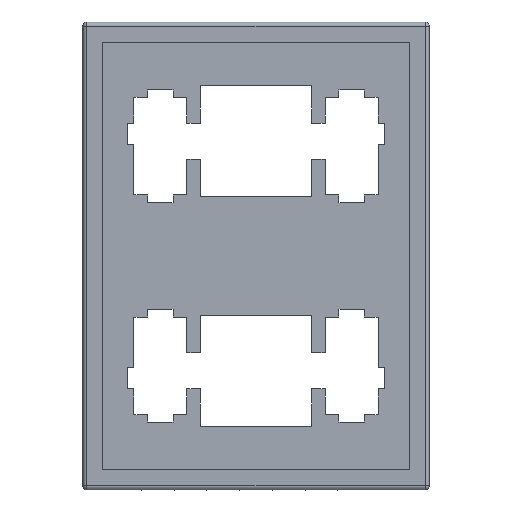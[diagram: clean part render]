
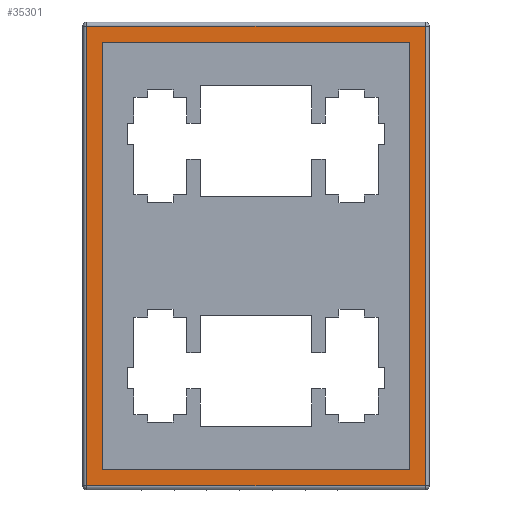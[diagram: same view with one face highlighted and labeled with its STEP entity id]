
A CAD part, front view. The second image highlights one B-rep face of the part: STEP entity #35301.
In plain terms, the highlighted planar face has unit normal (0, -1, 0).
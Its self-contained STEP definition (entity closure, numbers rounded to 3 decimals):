
#19=FACE_BOUND('',#14136,.T.);
#795=PLANE('',#37057);
#2447=LINE('',#47476,#7395);
#2451=LINE('',#47503,#7399);
#2453=LINE('',#47506,#7401);
#2469=LINE('',#47551,#7417);
#2470=LINE('',#47555,#7418);
#2471=LINE('',#47557,#7419);
#2472=LINE('',#47559,#7420);
#2473=LINE('',#47560,#7421);
#7395=VECTOR('',#38866,10.);
#7399=VECTOR('',#38898,10.);
#7401=VECTOR('',#38902,10.);
#7417=VECTOR('',#38958,10.);
#7418=VECTOR('',#38961,10.);
#7419=VECTOR('',#38962,10.);
#7420=VECTOR('',#38963,10.);
#7421=VECTOR('',#38964,10.);
#12417=FACE_OUTER_BOUND('',#14135,.T.);
#14135=EDGE_LOOP('',(#25221,#25222,#25223,#25224));
#14136=EDGE_LOOP('',(#25225,#25226,#25227,#25228));
#16723=VERTEX_POINT('',#47461);
#16728=VERTEX_POINT('',#47471);
#16731=VERTEX_POINT('',#47481);
#16737=VERTEX_POINT('',#47498);
#16747=VERTEX_POINT('',#47553);
#16748=VERTEX_POINT('',#47554);
#16749=VERTEX_POINT('',#47556);
#16750=VERTEX_POINT('',#47558);
#20094=EDGE_CURVE('',#16723,#16728,#2447,.T.);
#20107=EDGE_CURVE('',#16728,#16737,#2451,.T.);
#20109=EDGE_CURVE('',#16737,#16731,#2453,.T.);
#20134=EDGE_CURVE('',#16731,#16723,#2469,.T.);
#20135=EDGE_CURVE('',#16747,#16748,#2470,.T.);
#20136=EDGE_CURVE('',#16749,#16747,#2471,.T.);
#20137=EDGE_CURVE('',#16750,#16749,#2472,.T.);
#20138=EDGE_CURVE('',#16748,#16750,#2473,.T.);
#25221=ORIENTED_EDGE('',*,*,#20094,.F.);
#25222=ORIENTED_EDGE('',*,*,#20134,.F.);
#25223=ORIENTED_EDGE('',*,*,#20109,.F.);
#25224=ORIENTED_EDGE('',*,*,#20107,.F.);
#25225=ORIENTED_EDGE('',*,*,#20135,.F.);
#25226=ORIENTED_EDGE('',*,*,#20136,.F.);
#25227=ORIENTED_EDGE('',*,*,#20137,.F.);
#25228=ORIENTED_EDGE('',*,*,#20138,.F.);
#35301=ADVANCED_FACE('',(#12417,#19),#795,.F.);
#37057=AXIS2_PLACEMENT_3D('',#47552,#38959,#38960);
#38866=DIRECTION('',(1.,0.,0.));
#38898=DIRECTION('',(0.,0.,-1.));
#38902=DIRECTION('',(-1.,0.,0.));
#38958=DIRECTION('',(0.,0.,1.));
#38959=DIRECTION('center_axis',(0.,1.,0.));
#38960=DIRECTION('ref_axis',(-1.,0.,0.));
#38961=DIRECTION('',(0.,0.,1.));
#38962=DIRECTION('',(1.,0.,0.));
#38963=DIRECTION('',(0.,0.,-1.));
#38964=DIRECTION('',(-1.,0.,0.));
#47461=CARTESIAN_POINT('',(93.249,-17.,-23.771));
#47471=CARTESIAN_POINT('',(135.35,-17.,-23.771));
#47476=CARTESIAN_POINT('',(103.524,-17.,-23.771));
#47481=CARTESIAN_POINT('',(93.249,-17.,-81.));
#47498=CARTESIAN_POINT('',(135.35,-17.,-81.));
#47503=CARTESIAN_POINT('',(135.35,-17.,-37.828));
#47506=CARTESIAN_POINT('',(125.075,-17.,-81.));
#47551=CARTESIAN_POINT('',(93.249,-17.,-66.942));
#47552=CARTESIAN_POINT('Origin',(114.299,-17.,-52.385));
#47553=CARTESIAN_POINT('',(133.35,-17.,-79.));
#47554=CARTESIAN_POINT('',(133.35,-17.,-25.771));
#47555=CARTESIAN_POINT('',(133.35,-17.,-65.692));
#47556=CARTESIAN_POINT('',(95.249,-17.,-79.));
#47557=CARTESIAN_POINT('',(104.774,-17.,-79.));
#47558=CARTESIAN_POINT('',(95.249,-17.,-25.771));
#47559=CARTESIAN_POINT('',(95.249,-17.,-39.078));
#47560=CARTESIAN_POINT('',(123.825,-17.,-25.771));
